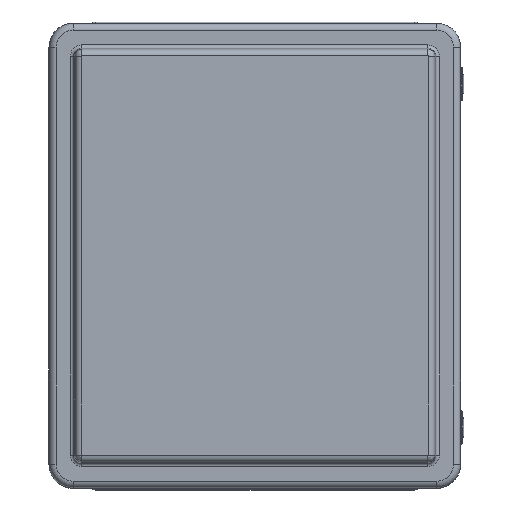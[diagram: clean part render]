
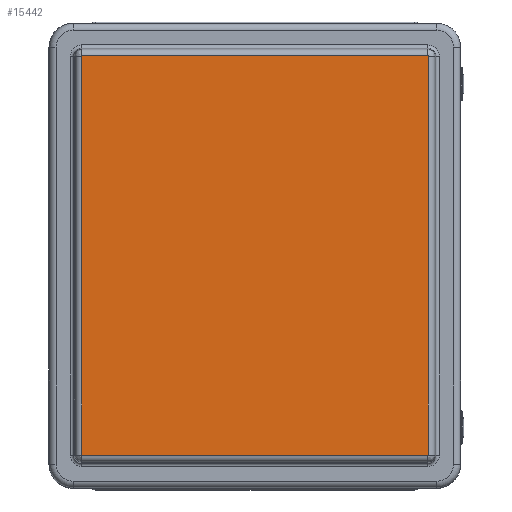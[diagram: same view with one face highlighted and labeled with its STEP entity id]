
A CAD part, top view. The second image highlights one B-rep face of the part: STEP entity #15442.
In plain terms, the highlighted planar face has unit normal (0, 0, 1).
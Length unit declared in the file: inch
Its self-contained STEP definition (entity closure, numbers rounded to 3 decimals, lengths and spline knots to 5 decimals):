
#1216=LINE($,#27126,#2403);
#1219=LINE($,#27133,#2406);
#1220=LINE($,#27166,#2407);
#1223=LINE($,#27173,#2410);
#2403=VECTOR($,#20878,14.945);
#2406=VECTOR($,#20885,12.96687);
#2407=VECTOR($,#20902,12.96687);
#2410=VECTOR($,#20909,14.945);
#2993=PLANE($,#16990);
#4570=FACE_OUTER_BOUND($,#5753,.T.);
#5753=EDGE_LOOP($,(#13544,#13545,#13546,#13547,#13548,#13549,#13550,#13551));
#6650=CIRCLE($,#16965,0.00892);
#6656=CIRCLE($,#16973,0.00892);
#6660=CIRCLE($,#16977,0.00892);
#6664=CIRCLE($,#16983,0.00892);
#7971=VERTEX_POINT($,#27115);
#7972=VERTEX_POINT($,#27117);
#7975=VERTEX_POINT($,#27124);
#7976=VERTEX_POINT($,#27129);
#7979=VERTEX_POINT($,#27144);
#7980=VERTEX_POINT($,#27157);
#7983=VERTEX_POINT($,#27164);
#7984=VERTEX_POINT($,#27169);
#9895=EDGE_CURVE($,#7971,#7972,#6650,.T.);
#9899=EDGE_CURVE($,#7975,#7971,#1216,.T.);
#9903=EDGE_CURVE($,#7972,#7976,#1219,.T.);
#9905=EDGE_CURVE($,#7979,#7975,#6656,.T.);
#9909=EDGE_CURVE($,#7976,#7980,#6660,.T.);
#9911=EDGE_CURVE($,#7983,#7979,#1220,.T.);
#9915=EDGE_CURVE($,#7980,#7984,#1223,.T.);
#9917=EDGE_CURVE($,#7984,#7983,#6664,.T.);
#13544=ORIENTED_EDGE($,*,*,#9895,.F.);
#13545=ORIENTED_EDGE($,*,*,#9899,.F.);
#13546=ORIENTED_EDGE($,*,*,#9905,.F.);
#13547=ORIENTED_EDGE($,*,*,#9911,.F.);
#13548=ORIENTED_EDGE($,*,*,#9917,.F.);
#13549=ORIENTED_EDGE($,*,*,#9915,.F.);
#13550=ORIENTED_EDGE($,*,*,#9909,.F.);
#13551=ORIENTED_EDGE($,*,*,#9903,.F.);
#15442=ADVANCED_FACE($,(#4570),#2993,.T.);
#16965=AXIS2_PLACEMENT_3D($,#27118,#20868,#20869);
#16973=AXIS2_PLACEMENT_3D($,#27146,#20888,#20889);
#16977=AXIS2_PLACEMENT_3D($,#27161,#20896,#20897);
#16983=AXIS2_PLACEMENT_3D($,#27184,#20912,#20913);
#16990=AXIS2_PLACEMENT_3D($,#27203,#20933,#20934);
#20868=DIRECTION('center_axis',(0.,0.,-1.));
#20869=DIRECTION('ref_axis',(0.707,-0.707,0.));
#20878=DIRECTION($,(0.,-1.,0.));
#20885=DIRECTION($,(-1.,0.,0.));
#20888=DIRECTION('center_axis',(0.,0.,-1.));
#20889=DIRECTION('ref_axis',(0.707,0.707,0.));
#20896=DIRECTION('center_axis',(0.,0.,-1.));
#20897=DIRECTION('ref_axis',(-0.707,-0.707,0.));
#20902=DIRECTION($,(1.,0.,0.));
#20909=DIRECTION($,(0.,1.,0.));
#20912=DIRECTION('center_axis',(0.,0.,-1.));
#20913=DIRECTION('ref_axis',(-0.707,0.707,0.));
#20933=DIRECTION('center_axis',(0.,0.,1.));
#20934=DIRECTION('ref_axis',(1.,0.,0.));
#27115=CARTESIAN_POINT('',(6.49235,-7.4725,2.245));
#27117=CARTESIAN_POINT('',(6.48344,-7.48142,2.245));
#27118=CARTESIAN_POINT('Origin',(6.48344,-7.4725,2.245));
#27124=CARTESIAN_POINT('',(6.49235,7.4725,2.245));
#27126=CARTESIAN_POINT($,(6.49235,7.4725,2.245));
#27129=CARTESIAN_POINT('',(-6.48344,-7.48142,2.245));
#27133=CARTESIAN_POINT($,(6.48344,-7.48142,2.245));
#27144=CARTESIAN_POINT('',(6.48344,7.48142,2.245));
#27146=CARTESIAN_POINT('Origin',(6.48344,7.4725,2.245));
#27157=CARTESIAN_POINT('',(-6.49235,-7.4725,2.245));
#27161=CARTESIAN_POINT('Origin',(-6.48344,-7.4725,2.245));
#27164=CARTESIAN_POINT('',(-6.48344,7.48142,2.245));
#27166=CARTESIAN_POINT($,(-6.48344,7.48142,2.245));
#27169=CARTESIAN_POINT('',(-6.49235,7.4725,2.245));
#27173=CARTESIAN_POINT($,(-6.49235,-7.4725,2.245));
#27184=CARTESIAN_POINT('Origin',(-6.48344,7.4725,2.245));
#27203=CARTESIAN_POINT('Origin',(0.,0.,2.245));
